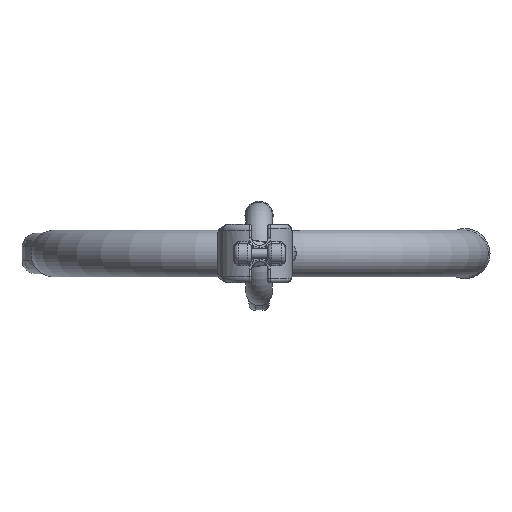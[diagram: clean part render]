
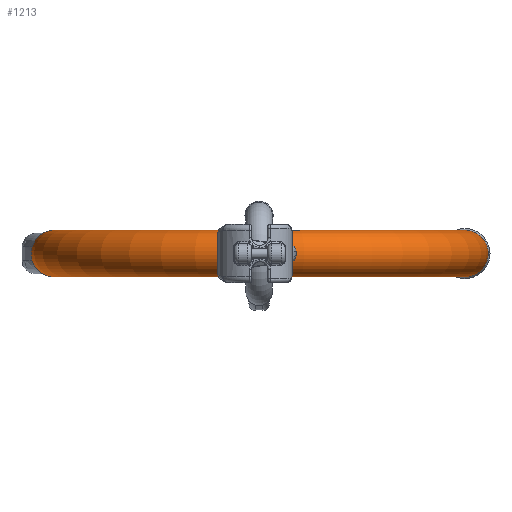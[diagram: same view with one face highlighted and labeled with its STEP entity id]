
A CAD part, front view. The second image highlights one B-rep face of the part: STEP entity #1213.
In plain terms, the highlighted toroidal (fillet/blend) face has major radius 101.5 mm and minor radius 11.5 mm.
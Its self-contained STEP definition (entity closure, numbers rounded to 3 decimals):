
#306=TOROIDAL_SURFACE('',#9601,101.5,11.5);
#687=CIRCLE('',#9587,11.5);
#688=CIRCLE('',#9593,11.5);
#1213=ADVANCED_FACE('',(#2058,#2059),#306,.T.);
#2058=FACE_BOUND('',#2581,.T.);
#2059=FACE_BOUND('',#2582,.T.);
#2581=EDGE_LOOP('',(#5982));
#2582=EDGE_LOOP('',(#5983));
#5982=ORIENTED_EDGE('',*,*,#8258,.T.);
#5983=ORIENTED_EDGE('',*,*,#8277,.F.);
#6981=VERTEX_POINT('',#18710);
#7000=VERTEX_POINT('',#18847);
#8258=EDGE_CURVE('',#6981,#6981,#687,.T.);
#8277=EDGE_CURVE('',#7000,#7000,#688,.T.);
#9587=AXIS2_PLACEMENT_3D('',#18709,#11359,#11360);
#9593=AXIS2_PLACEMENT_3D('',#18846,#11375,#11376);
#9601=AXIS2_PLACEMENT_3D('',#18859,#11391,#11392);
#11359=DIRECTION('',(0.,-1.,0.));
#11360=DIRECTION('',(1.,0.,0.));
#11375=DIRECTION('',(0.,1.,0.));
#11376=DIRECTION('',(-1.,0.,0.));
#11391=DIRECTION('',(0.,0.,1.));
#11392=DIRECTION('',(1.,0.,0.));
#18709=CARTESIAN_POINT('',(-101.5,-80.,0.));
#18710=CARTESIAN_POINT('',(-90.,-80.,0.));
#18846=CARTESIAN_POINT('',(101.5,-80.,0.));
#18847=CARTESIAN_POINT('',(90.,-80.,0.));
#18859=CARTESIAN_POINT('',(0.,-80.,0.));
